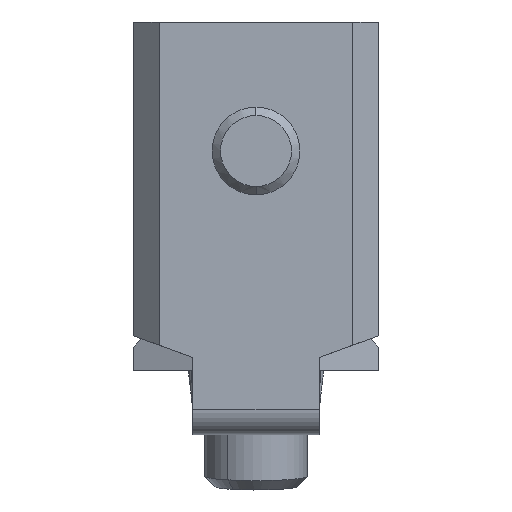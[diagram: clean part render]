
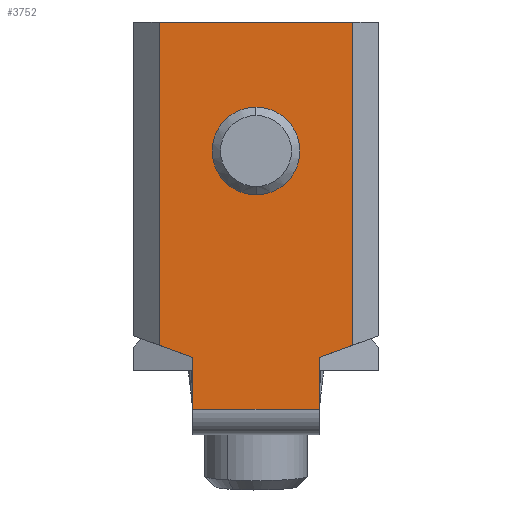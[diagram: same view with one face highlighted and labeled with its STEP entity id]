
A CAD part, front view. The second image highlights one B-rep face of the part: STEP entity #3752.
In plain terms, the highlighted planar face has unit normal (0, -1, 0).
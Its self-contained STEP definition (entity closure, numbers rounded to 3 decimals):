
#60 = CARTESIAN_POINT ( 'NONE',  ( 0., 0., 18.6 ) ) ;
#61 = FACE_OUTER_BOUND ( 'NONE', #659, .T. ) ;
#129 = CARTESIAN_POINT ( 'NONE',  ( -7.5, 0., 32. ) ) ;
#135 = DIRECTION ( 'NONE',  ( 0., 0., 1. ) ) ;
#138 = CARTESIAN_POINT ( 'NONE',  ( 4.9, 0., 32. ) ) ;
#243 = VECTOR ( 'NONE', #3858, 1000. ) ;
#287 = VERTEX_POINT ( 'NONE', #60 ) ;
#304 = VECTOR ( 'NONE', #3741, 1000. ) ;
#312 = LINE ( 'NONE', #3762, #243 ) ;
#365 = VECTOR ( 'NONE', #3794, 1000. ) ;
#372 = LINE ( 'NONE', #3865, #365 ) ;
#374 = VECTOR ( 'NONE', #3751, 1000. ) ;
#382 = DIRECTION ( 'NONE',  ( 0., 0., -1. ) ) ;
#427 = VECTOR ( 'NONE', #3927, 1000. ) ;
#428 = CIRCLE ( 'NONE', #3481, 3.4 ) ;
#433 = LINE ( 'NONE', #3815, #304 ) ;
#441 = EDGE_CURVE ( 'NONE', #1069, #3500, #535, .T. ) ;
#460 = EDGE_CURVE ( 'NONE', #3960, #287, #428, .T. ) ;
#470 = EDGE_CURVE ( 'NONE', #3689, #3500, #545, .T. ) ;
#480 = LINE ( 'NONE', #3778, #374 ) ;
#489 = VECTOR ( 'NONE', #4032, 1000. ) ;
#498 = EDGE_CURVE ( 'NONE', #3689, #2398, #372, .T. ) ;
#506 = EDGE_CURVE ( 'NONE', #2618, #2000, #480, .T. ) ;
#511 = EDGE_CURVE ( 'NONE', #761, #988, #433, .T. ) ;
#519 = EDGE_CURVE ( 'NONE', #988, #1069, #312, .T. ) ;
#535 = LINE ( 'NONE', #138, #489 ) ;
#545 = LINE ( 'NONE', #3958, #427 ) ;
#645 = EDGE_LOOP ( 'NONE', ( #1661, #1703 ) ) ;
#659 = EDGE_LOOP ( 'NONE', ( #1716, #1758, #1800, #1946, #1988, #2010, #2057, #2075 ) ) ;
#692 = VECTOR ( 'NONE', #3681, 1000. ) ;
#758 = LINE ( 'NONE', #1293, #692 ) ;
#761 = VERTEX_POINT ( 'NONE', #960 ) ;
#820 = FACE_BOUND ( 'NONE', #645, .T. ) ;
#939 = CARTESIAN_POINT ( 'NONE',  ( 0., 0., 25.4 ) ) ;
#960 = CARTESIAN_POINT ( 'NONE',  ( 4.9, 0., 6. ) ) ;
#988 = VERTEX_POINT ( 'NONE', #1428 ) ;
#1069 = VERTEX_POINT ( 'NONE', #3575 ) ;
#1268 = CARTESIAN_POINT ( 'NONE',  ( 4.9, 0., 32. ) ) ;
#1293 = CARTESIAN_POINT ( 'NONE',  ( 4.9, 0., 32. ) ) ;
#1313 = AXIS2_PLACEMENT_3D ( 'NONE', #1268, #2237, #135 ) ;
#1428 = CARTESIAN_POINT ( 'NONE',  ( 7.5, 0., 6.946 ) ) ;
#1661 = ORIENTED_EDGE ( 'NONE', *, *, #460, .T. ) ;
#1703 = ORIENTED_EDGE ( 'NONE', *, *, #3291, .T. ) ;
#1716 = ORIENTED_EDGE ( 'NONE', *, *, #470, .F. ) ;
#1758 = ORIENTED_EDGE ( 'NONE', *, *, #498, .T. ) ;
#1762 = CARTESIAN_POINT ( 'NONE',  ( 0., 0., 22. ) ) ;
#1800 = ORIENTED_EDGE ( 'NONE', *, *, #2848, .T. ) ;
#1916 = PLANE ( 'NONE',  #1313 ) ;
#1946 = ORIENTED_EDGE ( 'NONE', *, *, #506, .F. ) ;
#1988 = ORIENTED_EDGE ( 'NONE', *, *, #2515, .F. ) ;
#2000 = VERTEX_POINT ( 'NONE', #2199 ) ;
#2010 = ORIENTED_EDGE ( 'NONE', *, *, #511, .T. ) ;
#2057 = ORIENTED_EDGE ( 'NONE', *, *, #519, .T. ) ;
#2075 = ORIENTED_EDGE ( 'NONE', *, *, #441, .T. ) ;
#2087 = DIRECTION ( 'NONE',  ( 0., 0., 1. ) ) ;
#2199 = CARTESIAN_POINT ( 'NONE',  ( -4.9, 0., 2. ) ) ;
#2237 = DIRECTION ( 'NONE',  ( 0., 1., 0. ) ) ;
#2319 = AXIS2_PLACEMENT_3D ( 'NONE', #1762, #3803, #2087 ) ;
#2393 = VECTOR ( 'NONE', #382, 1000. ) ;
#2398 = VERTEX_POINT ( 'NONE', #2540 ) ;
#2419 = CARTESIAN_POINT ( 'NONE',  ( -4.9, 0., 32. ) ) ;
#2447 = LINE ( 'NONE', #2419, #2393 ) ;
#2515 = EDGE_CURVE ( 'NONE', #761, #2618, #758, .T. ) ;
#2540 = CARTESIAN_POINT ( 'NONE',  ( -4.9, 0., 6. ) ) ;
#2590 = CARTESIAN_POINT ( 'NONE',  ( 4.9, 0., 2. ) ) ;
#2618 = VERTEX_POINT ( 'NONE', #2590 ) ;
#2848 = EDGE_CURVE ( 'NONE', #2398, #2000, #2447, .T. ) ;
#3291 = EDGE_CURVE ( 'NONE', #287, #3960, #3524, .T. ) ;
#3481 = AXIS2_PLACEMENT_3D ( 'NONE', #3899, #3886, #3873 ) ;
#3500 = VERTEX_POINT ( 'NONE', #129 ) ;
#3524 = CIRCLE ( 'NONE', #2319, 3.4 ) ;
#3575 = CARTESIAN_POINT ( 'NONE',  ( 7.5, 0., 32. ) ) ;
#3578 = CARTESIAN_POINT ( 'NONE',  ( -7.5, 0., 6.946 ) ) ;
#3681 = DIRECTION ( 'NONE',  ( 0., 0., -1. ) ) ;
#3689 = VERTEX_POINT ( 'NONE', #3578 ) ;
#3741 = DIRECTION ( 'NONE',  ( 0.94, 0., 0.342 ) ) ;
#3751 = DIRECTION ( 'NONE',  ( -1., 0., 0. ) ) ;
#3752 = ADVANCED_FACE ( 'NONE', ( #820, #61 ), #1916, .F. ) ;
#3762 = CARTESIAN_POINT ( 'NONE',  ( 7.5, 0., 6. ) ) ;
#3778 = CARTESIAN_POINT ( 'NONE',  ( 4.9, 0., 2. ) ) ;
#3794 = DIRECTION ( 'NONE',  ( 0.94, 0., -0.342 ) ) ;
#3803 = DIRECTION ( 'NONE',  ( 0., 1., 0. ) ) ;
#3815 = CARTESIAN_POINT ( 'NONE',  ( 9.5, 0., 7.674 ) ) ;
#3858 = DIRECTION ( 'NONE',  ( 0., 0., 1. ) ) ;
#3865 = CARTESIAN_POINT ( 'NONE',  ( -9.5, 0., 7.674 ) ) ;
#3873 = DIRECTION ( 'NONE',  ( 0., 0., 1. ) ) ;
#3886 = DIRECTION ( 'NONE',  ( 0., 1., 0. ) ) ;
#3899 = CARTESIAN_POINT ( 'NONE',  ( 0., 0., 22. ) ) ;
#3927 = DIRECTION ( 'NONE',  ( 0., 0., 1. ) ) ;
#3958 = CARTESIAN_POINT ( 'NONE',  ( -7.5, 0., 6. ) ) ;
#3960 = VERTEX_POINT ( 'NONE', #939 ) ;
#4032 = DIRECTION ( 'NONE',  ( -1., 0., 0. ) ) ;
